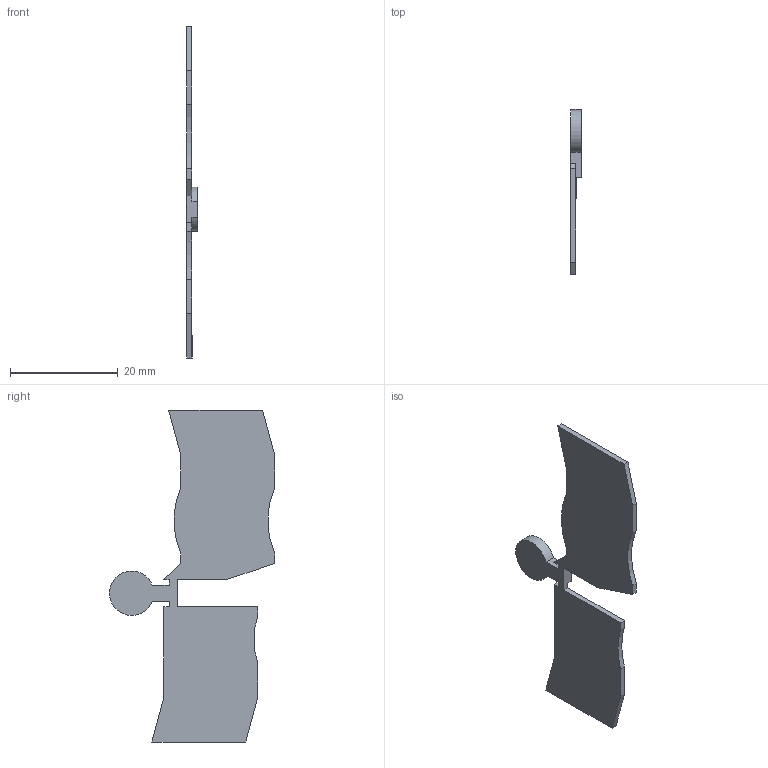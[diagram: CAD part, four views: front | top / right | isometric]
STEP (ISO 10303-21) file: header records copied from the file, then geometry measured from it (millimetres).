
FILE_DESCRIPTION(('Creo Elements/Direct Modeling STEP Export'),'2;1');
FILE_NAME('model.stp','2018-03-06T12:17:24',(''),(''),'Creo Elements/Direct Modeling STEP processor for AP214 (Solid Model)','Creo Elements/Direct Modeling 18.1I 14-Aug-2016 (C) Parametric Technology GmbH','');
FILE_SCHEMA(('AUTOMOTIVE_DESIGN { 1 0 10303 214 1 1 1 1 }'));
Length unit declared in the file: millimetre
Products named in the file (2): DS-QTC_1.5-select
Assembly tree (1 placements, depth 2):
  DS-QTC_1.5-select
    DS-QTC_1.5-select
Bounding box: 2 x 30.7 x 61.7 mm (x, y, z)
Volume: 1113.1 mm3; surface area: 2348.2 mm2
Topology: 1 solids, 1 shells, 32 faces, 90 edges, 60 vertices
Faces by surface type: plane 28, cylinder 4
Entity records: 1304 total; most frequent: CARTESIAN_POINT 180, ORIENTED_EDGE 180, DIRECTION 159, EDGE_CURVE 90, VECTOR 81, LINE 81, VERTEX_POINT 60, AXIS2_PLACEMENT_3D 39
